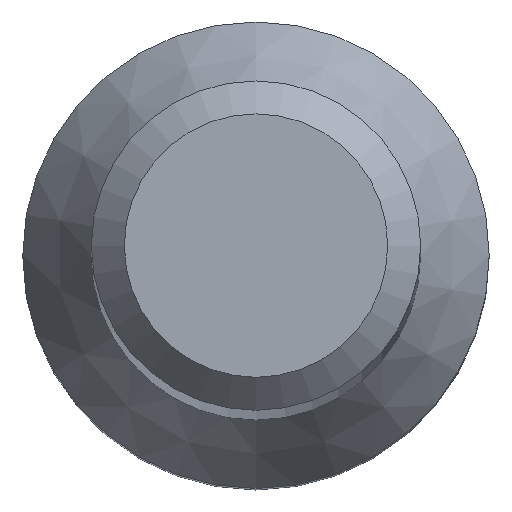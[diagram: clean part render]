
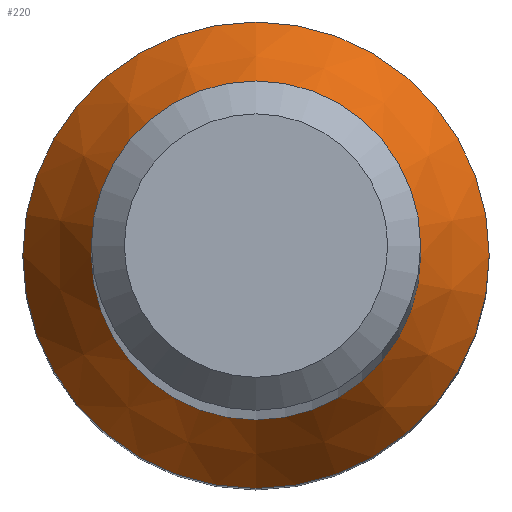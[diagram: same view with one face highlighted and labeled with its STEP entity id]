
A CAD part, top view. The second image highlights one B-rep face of the part: STEP entity #220.
In plain terms, the highlighted conical face has half-angle 30 degrees and reference radius 4.25 mm.
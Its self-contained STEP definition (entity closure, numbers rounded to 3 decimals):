
#9 = DIRECTION ( 'NONE',  ( 0., 1., 0. ) ) ;
#10 = DIRECTION ( 'NONE',  ( 0., 1., 0. ) ) ;
#40 = EDGE_LOOP ( 'NONE', ( #81 ) ) ;
#50 = CARTESIAN_POINT ( 'NONE',  ( 0., 0., 18.165 ) ) ;
#56 = CARTESIAN_POINT ( 'NONE',  ( 0., 0., 16. ) ) ;
#62 = EDGE_CURVE ( 'NONE', #115, #115, #163, .T. ) ;
#67 = CONICAL_SURFACE ( 'NONE', #125, 4.25, 0.524 ) ;
#81 = ORIENTED_EDGE ( 'NONE', *, *, #184, .F. ) ;
#82 = EDGE_LOOP ( 'NONE', ( #139 ) ) ;
#94 = DIRECTION ( 'NONE',  ( 0., 1., 0. ) ) ;
#111 = DIRECTION ( 'NONE',  ( 0., 0., -1. ) ) ;
#115 = VERTEX_POINT ( 'NONE', #161 ) ;
#117 = DIRECTION ( 'NONE',  ( 0., 0., -1. ) ) ;
#125 = AXIS2_PLACEMENT_3D ( 'NONE', #56, #117, #94 ) ;
#128 = CARTESIAN_POINT ( 'NONE',  ( 0., 0., 16. ) ) ;
#139 = ORIENTED_EDGE ( 'NONE', *, *, #62, .T. ) ;
#150 = DIRECTION ( 'NONE',  ( 0., 0., -1. ) ) ;
#159 = VERTEX_POINT ( 'NONE', #179 ) ;
#161 = CARTESIAN_POINT ( 'NONE',  ( 0., 3., 18.165 ) ) ;
#163 = CIRCLE ( 'NONE', #172, 3. ) ;
#172 = AXIS2_PLACEMENT_3D ( 'NONE', #50, #111, #9 ) ;
#178 = FACE_OUTER_BOUND ( 'NONE', #40, .T. ) ;
#179 = CARTESIAN_POINT ( 'NONE',  ( 0., 4.25, 16. ) ) ;
#184 = EDGE_CURVE ( 'NONE', #159, #159, #223, .T. ) ;
#220 = ADVANCED_FACE ( 'NONE', ( #237, #178 ), #67, .T. ) ;
#223 = CIRCLE ( 'NONE', #241, 4.25 ) ;
#237 = FACE_BOUND ( 'NONE', #82, .T. ) ;
#241 = AXIS2_PLACEMENT_3D ( 'NONE', #128, #150, #10 ) ;
